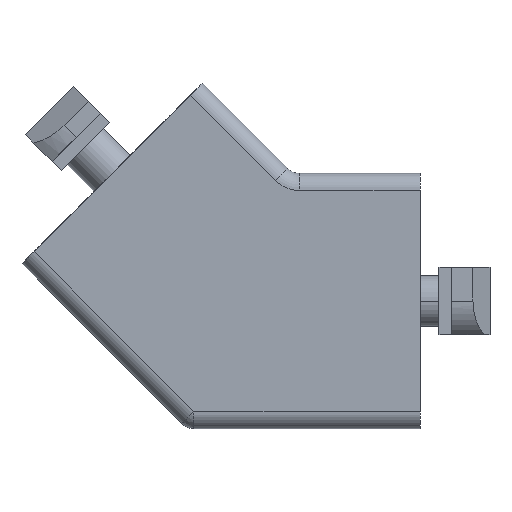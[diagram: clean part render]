
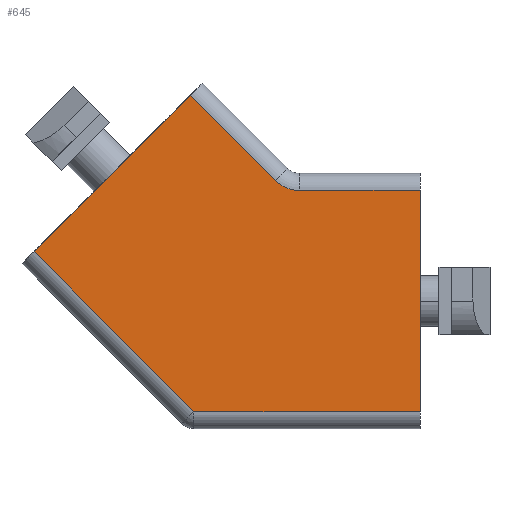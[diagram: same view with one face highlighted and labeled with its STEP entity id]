
A CAD part, left-side view. The second image highlights one B-rep face of the part: STEP entity #645.
In plain terms, the highlighted planar face has unit normal (-1, 0, 0).
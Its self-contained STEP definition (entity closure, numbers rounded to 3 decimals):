
#645=ADVANCED_FACE('1275',(#1618),#1619,.T.);
#1618=FACE_OUTER_BOUND('',#2920,.T.);
#1619=PLANE('',#2921);
#2920=EDGE_LOOP('',(#4911,#4912,#4913,#4914,#4915,#4916,#4917));
#2921=AXIS2_PLACEMENT_3D('',#4918,#4919,#4920);
#4911=ORIENTED_EDGE('',*,*,#8405,.T.);
#4912=ORIENTED_EDGE('',*,*,#8406,.T.);
#4913=ORIENTED_EDGE('',*,*,#8407,.T.);
#4914=ORIENTED_EDGE('',*,*,#8408,.F.);
#4915=ORIENTED_EDGE('',*,*,#8409,.T.);
#4916=ORIENTED_EDGE('',*,*,#8181,.T.);
#4917=ORIENTED_EDGE('',*,*,#8403,.T.);
#4918=CARTESIAN_POINT('',(-15.0,0.0,0.0));
#4919=DIRECTION('',(-1.0,0.0,0.0));
#4920=DIRECTION('',(0.0,0.0,1.0));
#8181=EDGE_CURVE('1807',#9923,#9924,#9925,.F.);
#8403=EDGE_CURVE('1780',#9924,#10307,#10309,.F.);
#8405=EDGE_CURVE('1783',#10307,#10311,#10312,.F.);
#8406=EDGE_CURVE('1806',#10311,#10313,#10314,.T.);
#8407=EDGE_CURVE('1789',#10313,#10315,#10316,.F.);
#8408=EDGE_CURVE('5608',#10317,#10315,#10318,.T.);
#8409=EDGE_CURVE('1786',#10317,#9923,#10319,.F.);
#9923=VERTEX_POINT('',#12452);
#9924=VERTEX_POINT('',#12453);
#9925=LINE('',#12454,#12455);
#10307=VERTEX_POINT('',#12949);
#10309=LINE('',#12951,#12952);
#10311=VERTEX_POINT('',#12954);
#10312=LINE('',#12955,#12956);
#10313=VERTEX_POINT('',#12957);
#10314=LINE('',#12958,#12959);
#10315=VERTEX_POINT('',#12960);
#10316=LINE('',#12961,#12962);
#10317=VERTEX_POINT('',#12963);
#10318=CIRCLE('',#12964,4.0);
#10319=LINE('',#12965,#12966);
#12452=CARTESIAN_POINT('',(-15.0,27.001,24.173));
#12453=CARTESIAN_POINT('',(-15.0,45.386,5.788));
#12454=CARTESIAN_POINT('',(-15.0,25.587,25.587));
#12455=VECTOR('',#15326,1.0);
#12949=CARTESIAN_POINT('',(-15.0,26.598,-13.0));
#12951=CARTESIAN_POINT('',(-15.0,55.129,15.531));
#12952=VECTOR('',#15679,1.0);
#12954=CARTESIAN_POINT('',(-15.0,0.0,-13.0));
#12955=CARTESIAN_POINT('',(-15.0,64.251,-13.0));
#12956=VECTOR('',#15680,1.0);
#12957=CARTESIAN_POINT('',(-15.0,0.0,13.0));
#12958=CARTESIAN_POINT('',(-15.0,0.0,-7.5));
#12959=VECTOR('',#15681,1.0);
#12960=CARTESIAN_POINT('',(-15.0,14.172,13.0));
#12961=CARTESIAN_POINT('',(-15.0,-7.564,13.0));
#12962=VECTOR('',#15682,1.0);
#12963=CARTESIAN_POINT('',(-15.0,17.0,14.172));
#12964=AXIS2_PLACEMENT_3D('',#15683,#15684,#15685);
#12965=CARTESIAN_POINT('',(-15.0,-12.216,-15.044));
#12966=VECTOR('',#15686,1.0);
#15326=DIRECTION('',(0.0,-0.707,0.707));
#15679=DIRECTION('',(0.0,0.707,0.707));
#15680=DIRECTION('',(0.0,1.0,0.0));
#15681=DIRECTION('',(0.0,0.0,1.0));
#15682=DIRECTION('',(0.0,-1.0,0.0));
#15683=CARTESIAN_POINT('',(-15.0,14.172,17.0));
#15684=DIRECTION('',(-1.0,0.0,0.0));
#15685=DIRECTION('',(0.0,0.0,1.0));
#15686=DIRECTION('',(0.0,-0.707,-0.707));
